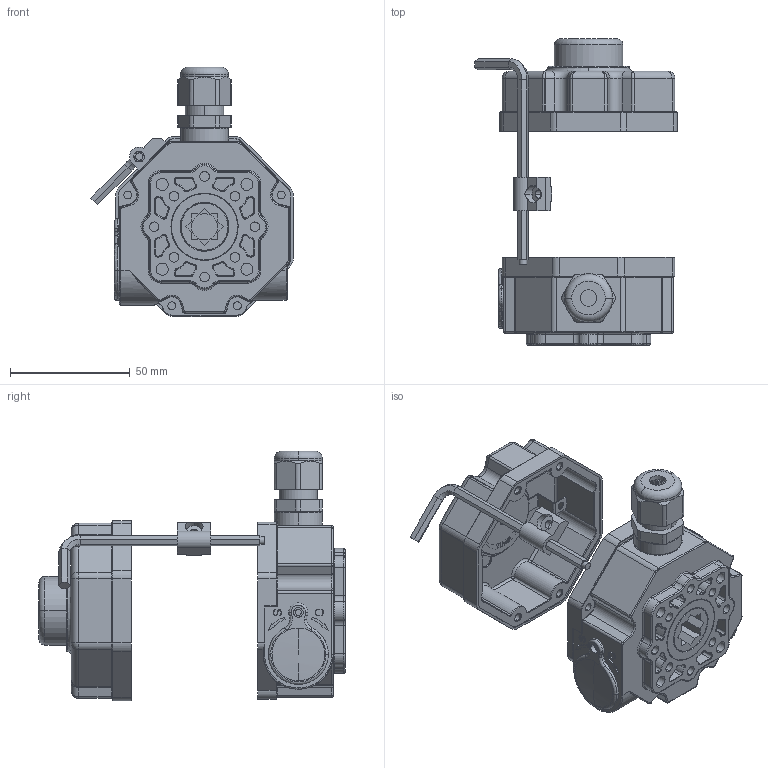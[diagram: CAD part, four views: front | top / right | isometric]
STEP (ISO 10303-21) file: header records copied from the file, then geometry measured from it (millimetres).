
FILE_DESCRIPTION(/* description */ ('Unknown'),/* implementation_level */ '2;1');
FILE_NAME(/* name */ 'AE 03',/* time_stamp */ '2023-07-18T12:53:30+02:00',/* author */ ('Unknown'),/* organization */ ('Unknown'),/* preprocessor_version */ 'ST-DEVELOPER v18.102',/* originating_system */ 'Solid Edge',/* authorisation */ 'Unknown');
FILE_SCHEMA (('AUTOMOTIVE_DESIGN {1 0 10303 214 3 1 1}'));
Length unit declared in the file: millimetre
Products named in the file (20): AE03; ZZ齿轮箱与电机部件; 萇儂窒蚾; 隅赽窒蚾; ZZ萇儂眊; ZZ倰梓僅啣; ZZ倰硌渀; G1-4盄坶; 盄坶1; 盄坶2; 萇蚾裔窒璃; ZZ萇蚾裔; 萇蚾裔蝶菜; ZZ芧弝欶俋倛; zz喘謫眊; ZZ倰堤薯粣; TC20X28X6; 蝶裔; 忒梟嘐隅輸; 售忒
Assembly tree (19 placements, depth 5):
  AE03
    ZZ齿轮箱与电机部件
      萇儂窒蚾
        隅赽窒蚾
          ZZ萇儂眊
      ZZ倰梓僅啣
      ZZ倰硌渀
      G1-4盄坶
        盄坶1
        盄坶2
      萇蚾裔窒璃
        ZZ萇蚾裔
        萇蚾裔蝶菜
        ZZ芧弝欶俋倛
      zz喘謫眊
      ZZ倰堤薯粣
      TC20X28X6
    蝶裔
    忒梟嘐隅輸
    售忒
Bounding box: 84.46 x 127.67 x 104 mm (x, y, z)
Volume: 168239.6 mm3; surface area: 74870.5 mm2
Topology: 13 solids, 30 shells, 1628 faces, 3945 edges, 2436 vertices
Faces by surface type: cylinder 673, plane 509, torus 356, cone 42, bspline 32, sphere 16
Full cylindrical faces by diameter (mm): 3.102 x1
Entity records: 54055 total; most frequent: CARTESIAN_POINT 15827, DIRECTION 8084, ORIENTED_EDGE 7836, EDGE_CURVE 3918, AXIS2_PLACEMENT_3D 3211, VERTEX_POINT 2434, EDGE_LOOP 1750, FACE_BOUND 1750
